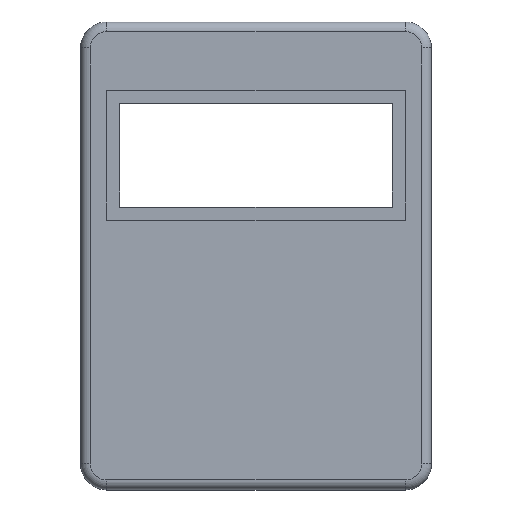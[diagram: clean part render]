
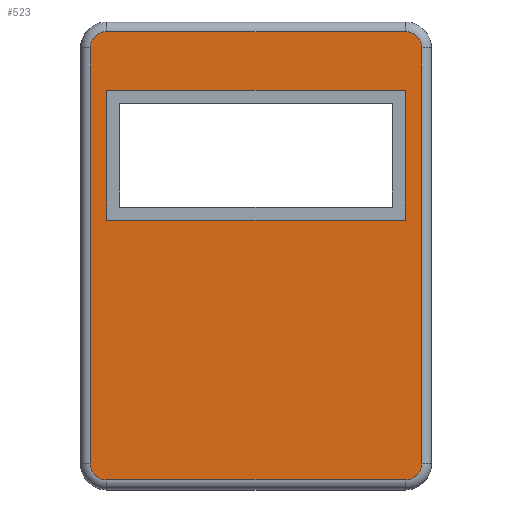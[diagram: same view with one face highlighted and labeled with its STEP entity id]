
A CAD part, top view. The second image highlights one B-rep face of the part: STEP entity #523.
In plain terms, the highlighted planar face has unit normal (0, 0, 1).
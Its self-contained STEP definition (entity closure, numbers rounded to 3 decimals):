
#131 = VERTEX_POINT('',#132);
#132 = CARTESIAN_POINT('',(4.,1.5,24.));
#139 = EDGE_CURVE('',#131,#140,#142,.T.);
#140 = VERTEX_POINT('',#141);
#141 = CARTESIAN_POINT('',(50.,1.5,24.));
#142 = LINE('',#143,#144);
#143 = CARTESIAN_POINT('',(4.,1.5,24.));
#144 = VECTOR('',#145,1.);
#145 = DIRECTION('',(1.,0.,0.));
#502 = VERTEX_POINT('',#503);
#503 = CARTESIAN_POINT('',(1.5,4.,24.));
#512 = EDGE_CURVE('',#502,#131,#513,.T.);
#513 = CIRCLE('',#514,2.5);
#514 = AXIS2_PLACEMENT_3D('',#515,#516,#517);
#515 = CARTESIAN_POINT('',(4.,4.,24.));
#516 = DIRECTION('',(0.,0.,1.));
#517 = DIRECTION('',(-1.,0.,0.));
#523 = ADVANCED_FACE('',(#524,#577),#611,.T.);
#524 = FACE_BOUND('',#525,.T.);
#525 = EDGE_LOOP('',(#526,#527,#536,#544,#553,#561,#570,#576));
#526 = ORIENTED_EDGE('',*,*,#139,.T.);
#527 = ORIENTED_EDGE('',*,*,#528,.T.);
#528 = EDGE_CURVE('',#140,#529,#531,.T.);
#529 = VERTEX_POINT('',#530);
#530 = CARTESIAN_POINT('',(52.5,4.,24.));
#531 = CIRCLE('',#532,2.5);
#532 = AXIS2_PLACEMENT_3D('',#533,#534,#535);
#533 = CARTESIAN_POINT('',(50.,4.,24.));
#534 = DIRECTION('',(-0.,0.,1.));
#535 = DIRECTION('',(0.,-1.,0.));
#536 = ORIENTED_EDGE('',*,*,#537,.T.);
#537 = EDGE_CURVE('',#529,#538,#540,.T.);
#538 = VERTEX_POINT('',#539);
#539 = CARTESIAN_POINT('',(52.5,68.,24.));
#540 = LINE('',#541,#542);
#541 = CARTESIAN_POINT('',(52.5,4.,24.));
#542 = VECTOR('',#543,1.);
#543 = DIRECTION('',(0.,1.,0.));
#544 = ORIENTED_EDGE('',*,*,#545,.T.);
#545 = EDGE_CURVE('',#538,#546,#548,.T.);
#546 = VERTEX_POINT('',#547);
#547 = CARTESIAN_POINT('',(50.,70.5,24.));
#548 = CIRCLE('',#549,2.5);
#549 = AXIS2_PLACEMENT_3D('',#550,#551,#552);
#550 = CARTESIAN_POINT('',(50.,68.,24.));
#551 = DIRECTION('',(0.,0.,1.));
#552 = DIRECTION('',(1.,0.,0.));
#553 = ORIENTED_EDGE('',*,*,#554,.T.);
#554 = EDGE_CURVE('',#546,#555,#557,.T.);
#555 = VERTEX_POINT('',#556);
#556 = CARTESIAN_POINT('',(4.,70.5,24.));
#557 = LINE('',#558,#559);
#558 = CARTESIAN_POINT('',(50.,70.5,24.));
#559 = VECTOR('',#560,1.);
#560 = DIRECTION('',(-1.,0.,0.));
#561 = ORIENTED_EDGE('',*,*,#562,.T.);
#562 = EDGE_CURVE('',#555,#563,#565,.T.);
#563 = VERTEX_POINT('',#564);
#564 = CARTESIAN_POINT('',(1.5,68.,24.));
#565 = CIRCLE('',#566,2.5);
#566 = AXIS2_PLACEMENT_3D('',#567,#568,#569);
#567 = CARTESIAN_POINT('',(4.,68.,24.));
#568 = DIRECTION('',(0.,-0.,1.));
#569 = DIRECTION('',(0.,1.,0.));
#570 = ORIENTED_EDGE('',*,*,#571,.T.);
#571 = EDGE_CURVE('',#563,#502,#572,.T.);
#572 = LINE('',#573,#574);
#573 = CARTESIAN_POINT('',(1.5,68.,24.));
#574 = VECTOR('',#575,1.);
#575 = DIRECTION('',(0.,-1.,0.));
#576 = ORIENTED_EDGE('',*,*,#512,.T.);
#577 = FACE_BOUND('',#578,.T.);
#578 = EDGE_LOOP('',(#579,#589,#597,#605));
#579 = ORIENTED_EDGE('',*,*,#580,.F.);
#580 = EDGE_CURVE('',#581,#583,#585,.T.);
#581 = VERTEX_POINT('',#582);
#582 = CARTESIAN_POINT('',(4.,61.5,24.));
#583 = VERTEX_POINT('',#584);
#584 = CARTESIAN_POINT('',(4.,41.5,24.));
#585 = LINE('',#586,#587);
#586 = CARTESIAN_POINT('',(4.,61.5,24.));
#587 = VECTOR('',#588,1.);
#588 = DIRECTION('',(0.,-1.,0.));
#589 = ORIENTED_EDGE('',*,*,#590,.F.);
#590 = EDGE_CURVE('',#591,#581,#593,.T.);
#591 = VERTEX_POINT('',#592);
#592 = CARTESIAN_POINT('',(50.,61.5,24.));
#593 = LINE('',#594,#595);
#594 = CARTESIAN_POINT('',(50.,61.5,24.));
#595 = VECTOR('',#596,1.);
#596 = DIRECTION('',(-1.,0.,0.));
#597 = ORIENTED_EDGE('',*,*,#598,.F.);
#598 = EDGE_CURVE('',#599,#591,#601,.T.);
#599 = VERTEX_POINT('',#600);
#600 = CARTESIAN_POINT('',(50.,41.5,24.));
#601 = LINE('',#602,#603);
#602 = CARTESIAN_POINT('',(50.,41.5,24.));
#603 = VECTOR('',#604,1.);
#604 = DIRECTION('',(0.,1.,0.));
#605 = ORIENTED_EDGE('',*,*,#606,.F.);
#606 = EDGE_CURVE('',#583,#599,#607,.T.);
#607 = LINE('',#608,#609);
#608 = CARTESIAN_POINT('',(4.,41.5,24.));
#609 = VECTOR('',#610,1.);
#610 = DIRECTION('',(1.,0.,0.));
#611 = PLANE('',#612);
#612 = AXIS2_PLACEMENT_3D('',#613,#614,#615);
#613 = CARTESIAN_POINT('',(27.,36.,24.));
#614 = DIRECTION('',(0.,0.,1.));
#615 = DIRECTION('',(1.,0.,0.));
